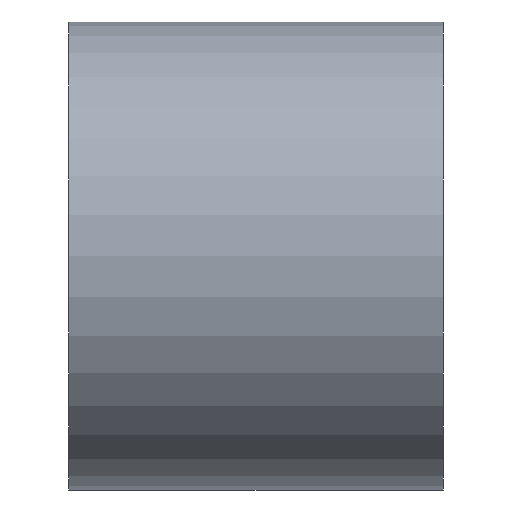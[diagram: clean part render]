
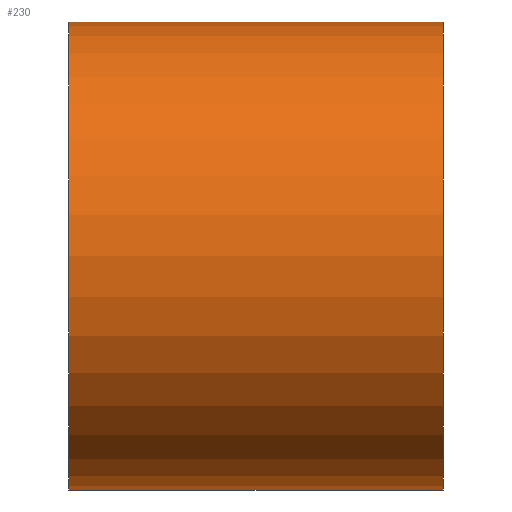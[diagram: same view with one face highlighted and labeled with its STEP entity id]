
A CAD part, front view. The second image highlights one B-rep face of the part: STEP entity #230.
In plain terms, the highlighted cylindrical face has radius 5 mm (diameter 10 mm), a partial arc.
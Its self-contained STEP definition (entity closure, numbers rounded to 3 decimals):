
#10 = AXIS2_PLACEMENT_3D ( 'NONE', #169, #421, #414 ) ;
#28 = ORIENTED_EDGE ( 'NONE', *, *, #428, .T. ) ;
#50 = CIRCLE ( 'NONE', #333, 5. ) ;
#55 = EDGE_LOOP ( 'NONE', ( #274, #113, #28, #338 ) ) ;
#66 = EDGE_CURVE ( 'NONE', #413, #440, #50, .T. ) ;
#82 = CARTESIAN_POINT ( 'NONE',  ( 8., 0., 5. ) ) ;
#100 = CARTESIAN_POINT ( 'NONE',  ( 0., 0., 0. ) ) ;
#101 = CYLINDRICAL_SURFACE ( 'NONE', #10, 5. ) ;
#105 = DIRECTION ( 'NONE',  ( 1., 0., 0. ) ) ;
#113 = ORIENTED_EDGE ( 'NONE', *, *, #193, .F. ) ;
#149 = VERTEX_POINT ( 'NONE', #305 ) ;
#169 = CARTESIAN_POINT ( 'NONE',  ( 8., 0., 0. ) ) ;
#180 = DIRECTION ( 'NONE',  ( -1., 0., 0. ) ) ;
#181 = VERTEX_POINT ( 'NONE', #269 ) ;
#193 = EDGE_CURVE ( 'NONE', #181, #149, #389, .T. ) ;
#197 = CARTESIAN_POINT ( 'NONE',  ( 8., 0., 0. ) ) ;
#207 = AXIS2_PLACEMENT_3D ( 'NONE', #197, #438, #234 ) ;
#211 = DIRECTION ( 'NONE',  ( 0., 0., -1. ) ) ;
#216 = VECTOR ( 'NONE', #180, 1000. ) ;
#230 = ADVANCED_FACE ( 'NONE', ( #249 ), #101, .T. ) ;
#234 = DIRECTION ( 'NONE',  ( 0., 0., -1. ) ) ;
#249 = FACE_OUTER_BOUND ( 'NONE', #55, .T. ) ;
#259 = CARTESIAN_POINT ( 'NONE',  ( 0., 0., -5. ) ) ;
#269 = CARTESIAN_POINT ( 'NONE',  ( 8., 0., 5. ) ) ;
#274 = ORIENTED_EDGE ( 'NONE', *, *, #422, .F. ) ;
#288 = CARTESIAN_POINT ( 'NONE',  ( 0., 0., 5. ) ) ;
#294 = DIRECTION ( 'NONE',  ( -1., 0., 0. ) ) ;
#305 = CARTESIAN_POINT ( 'NONE',  ( 8., 0., -5. ) ) ;
#329 = LINE ( 'NONE', #82, #216 ) ;
#333 = AXIS2_PLACEMENT_3D ( 'NONE', #100, #105, #211 ) ;
#338 = ORIENTED_EDGE ( 'NONE', *, *, #66, .T. ) ;
#380 = VECTOR ( 'NONE', #294, 1000. ) ;
#389 = CIRCLE ( 'NONE', #207, 5. ) ;
#413 = VERTEX_POINT ( 'NONE', #288 ) ;
#414 = DIRECTION ( 'NONE',  ( 0., 0., 1. ) ) ;
#421 = DIRECTION ( 'NONE',  ( -1., 0., 0. ) ) ;
#422 = EDGE_CURVE ( 'NONE', #149, #440, #426, .T. ) ;
#425 = CARTESIAN_POINT ( 'NONE',  ( 8., 0., -5. ) ) ;
#426 = LINE ( 'NONE', #425, #380 ) ;
#428 = EDGE_CURVE ( 'NONE', #181, #413, #329, .T. ) ;
#438 = DIRECTION ( 'NONE',  ( 1., 0., 0. ) ) ;
#440 = VERTEX_POINT ( 'NONE', #259 ) ;
